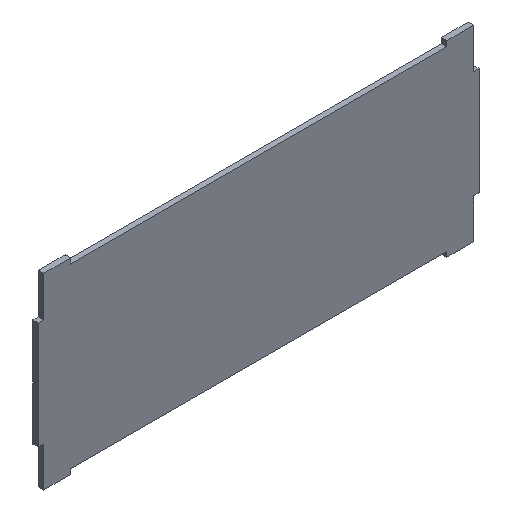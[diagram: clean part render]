
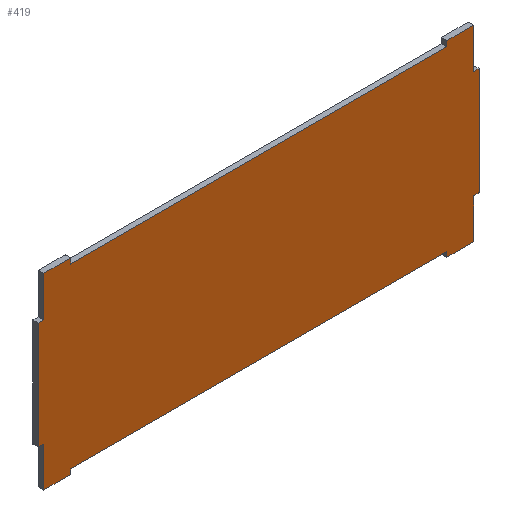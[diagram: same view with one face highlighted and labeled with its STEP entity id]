
A CAD part, isometric view. The second image highlights one B-rep face of the part: STEP entity #419.
In plain terms, the highlighted planar face has unit normal (0, -1, 0).
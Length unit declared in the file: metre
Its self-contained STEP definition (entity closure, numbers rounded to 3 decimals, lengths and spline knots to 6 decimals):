
#32=ORIENTED_EDGE('',*,*,#152,.F.);
#33=ORIENTED_EDGE('',*,*,#153,.F.);
#34=ORIENTED_EDGE('',*,*,#154,.F.);
#35=ORIENTED_EDGE('',*,*,#155,.T.);
#36=ORIENTED_EDGE('',*,*,#156,.F.);
#37=ORIENTED_EDGE('',*,*,#157,.F.);
#38=ORIENTED_EDGE('',*,*,#158,.F.);
#39=ORIENTED_EDGE('',*,*,#159,.F.);
#40=ORIENTED_EDGE('',*,*,#160,.T.);
#41=ORIENTED_EDGE('',*,*,#161,.F.);
#42=ORIENTED_EDGE('',*,*,#162,.F.);
#43=ORIENTED_EDGE('',*,*,#163,.F.);
#44=ORIENTED_EDGE('',*,*,#164,.T.);
#45=ORIENTED_EDGE('',*,*,#165,.T.);
#46=ORIENTED_EDGE('',*,*,#166,.T.);
#47=ORIENTED_EDGE('',*,*,#167,.F.);
#48=ORIENTED_EDGE('',*,*,#168,.T.);
#49=ORIENTED_EDGE('',*,*,#169,.T.);
#50=ORIENTED_EDGE('',*,*,#170,.T.);
#51=ORIENTED_EDGE('',*,*,#171,.T.);
#152=EDGE_CURVE('',#212,#213,#252,.T.);
#153=EDGE_CURVE('',#214,#212,#253,.T.);
#154=EDGE_CURVE('',#215,#214,#254,.T.);
#155=EDGE_CURVE('',#215,#216,#255,.T.);
#156=EDGE_CURVE('',#217,#216,#256,.T.);
#157=EDGE_CURVE('',#218,#217,#257,.T.);
#158=EDGE_CURVE('',#219,#218,#258,.T.);
#159=EDGE_CURVE('',#220,#219,#259,.T.);
#160=EDGE_CURVE('',#220,#221,#260,.T.);
#161=EDGE_CURVE('',#222,#221,#261,.T.);
#162=EDGE_CURVE('',#223,#222,#262,.T.);
#163=EDGE_CURVE('',#224,#223,#263,.T.);
#164=EDGE_CURVE('',#224,#225,#264,.T.);
#165=EDGE_CURVE('',#225,#226,#265,.T.);
#166=EDGE_CURVE('',#226,#227,#266,.T.);
#167=EDGE_CURVE('',#228,#227,#267,.T.);
#168=EDGE_CURVE('',#228,#229,#268,.T.);
#169=EDGE_CURVE('',#229,#230,#269,.T.);
#170=EDGE_CURVE('',#230,#231,#270,.T.);
#171=EDGE_CURVE('',#231,#213,#271,.T.);
#212=VERTEX_POINT('',#627);
#213=VERTEX_POINT('',#628);
#214=VERTEX_POINT('',#630);
#215=VERTEX_POINT('',#632);
#216=VERTEX_POINT('',#634);
#217=VERTEX_POINT('',#636);
#218=VERTEX_POINT('',#638);
#219=VERTEX_POINT('',#640);
#220=VERTEX_POINT('',#642);
#221=VERTEX_POINT('',#644);
#222=VERTEX_POINT('',#646);
#223=VERTEX_POINT('',#648);
#224=VERTEX_POINT('',#650);
#225=VERTEX_POINT('',#652);
#226=VERTEX_POINT('',#654);
#227=VERTEX_POINT('',#656);
#228=VERTEX_POINT('',#658);
#229=VERTEX_POINT('',#660);
#230=VERTEX_POINT('',#662);
#231=VERTEX_POINT('',#664);
#252=LINE('',#626,#312);
#253=LINE('',#629,#313);
#254=LINE('',#631,#314);
#255=LINE('',#633,#315);
#256=LINE('',#635,#316);
#257=LINE('',#637,#317);
#258=LINE('',#639,#318);
#259=LINE('',#641,#319);
#260=LINE('',#643,#320);
#261=LINE('',#645,#321);
#262=LINE('',#647,#322);
#263=LINE('',#649,#323);
#264=LINE('',#651,#324);
#265=LINE('',#653,#325);
#266=LINE('',#655,#326);
#267=LINE('',#657,#327);
#268=LINE('',#659,#328);
#269=LINE('',#661,#329);
#270=LINE('',#663,#330);
#271=LINE('',#665,#331);
#312=VECTOR('',#503,1.);
#313=VECTOR('',#504,1.);
#314=VECTOR('',#505,1.);
#315=VECTOR('',#506,1.);
#316=VECTOR('',#507,1.);
#317=VECTOR('',#508,1.);
#318=VECTOR('',#509,1.);
#319=VECTOR('',#510,1.);
#320=VECTOR('',#511,1.);
#321=VECTOR('',#512,1.);
#322=VECTOR('',#513,1.);
#323=VECTOR('',#514,1.);
#324=VECTOR('',#515,1.);
#325=VECTOR('',#516,1.);
#326=VECTOR('',#517,1.);
#327=VECTOR('',#518,1.);
#328=VECTOR('',#519,1.);
#329=VECTOR('',#520,1.);
#330=VECTOR('',#521,1.);
#331=VECTOR('',#522,1.);
#353=EDGE_LOOP('',(#32,#33,#34,#35,#36,#37,#38,#39,#40,#41,#42,#43,#44,
#45,#46,#47,#48,#49,#50,#51));
#375=FACE_BOUND('',#353,.T.);
#397=PLANE('',#456);
#419=ADVANCED_FACE('',(#375),#397,.T.);
#456=AXIS2_PLACEMENT_3D('',#625,#501,#502);
#501=DIRECTION('',(0.,-1.,0.));
#502=DIRECTION('',(1.,0.,0.));
#503=DIRECTION('',(0.,0.,1.));
#504=DIRECTION('',(-1.,0.,0.));
#505=DIRECTION('',(0.,0.,-1.));
#506=DIRECTION('',(1.,0.,0.));
#507=DIRECTION('',(0.,0.,-1.));
#508=DIRECTION('',(1.,0.,0.));
#509=DIRECTION('',(0.,0.,-1.));
#510=DIRECTION('',(1.,0.,0.));
#511=DIRECTION('',(0.,0.,-1.));
#512=DIRECTION('',(1.,0.,0.));
#513=DIRECTION('',(0.,0.,-1.));
#514=DIRECTION('',(1.,0.,0.));
#515=DIRECTION('',(0.,0.,-1.));
#516=DIRECTION('',(-1.,0.,0.));
#517=DIRECTION('',(0.,0.,-1.));
#518=DIRECTION('',(-1.,0.,0.));
#519=DIRECTION('',(0.,0.,-1.));
#520=DIRECTION('',(1.,0.,0.));
#521=DIRECTION('',(0.,0.,1.));
#522=DIRECTION('',(1.,0.,0.));
#625=CARTESIAN_POINT('',(0.,-0.005,0.));
#626=CARTESIAN_POINT('',(0.175,-0.005,-0.085));
#627=CARTESIAN_POINT('',(0.175,-0.005,-0.087));
#628=CARTESIAN_POINT('',(0.175,-0.005,-0.0825));
#629=CARTESIAN_POINT('',(0.1875,-0.005,-0.087));
#630=CARTESIAN_POINT('',(0.2,-0.005,-0.087));
#631=CARTESIAN_POINT('',(0.2,-0.005,0.));
#632=CARTESIAN_POINT('',(0.2,-0.005,-0.05));
#633=CARTESIAN_POINT('',(0.2025,-0.005,-0.05));
#634=CARTESIAN_POINT('',(0.205,-0.005,-0.05));
#635=CARTESIAN_POINT('',(0.205,-0.005,0.));
#636=CARTESIAN_POINT('',(0.205,-0.005,0.05));
#637=CARTESIAN_POINT('',(0.2025,-0.005,0.05));
#638=CARTESIAN_POINT('',(0.2,-0.005,0.05));
#639=CARTESIAN_POINT('',(0.2,-0.005,0.));
#640=CARTESIAN_POINT('',(0.2,-0.005,0.0875));
#641=CARTESIAN_POINT('',(0.,-0.005,0.0875));
#642=CARTESIAN_POINT('',(0.175,-0.005,0.0875));
#643=CARTESIAN_POINT('',(0.175,-0.005,0.085));
#644=CARTESIAN_POINT('',(0.175,-0.005,0.0825));
#645=CARTESIAN_POINT('',(0.,-0.005,0.0825));
#646=CARTESIAN_POINT('',(-0.175,-0.005,0.0825));
#647=CARTESIAN_POINT('',(-0.175,-0.005,0.085));
#648=CARTESIAN_POINT('',(-0.175,-0.005,0.0875));
#649=CARTESIAN_POINT('',(0.,-0.005,0.0875));
#650=CARTESIAN_POINT('',(-0.2,-0.005,0.0875));
#651=CARTESIAN_POINT('',(-0.2,-0.005,0.));
#652=CARTESIAN_POINT('',(-0.2,-0.005,0.05));
#653=CARTESIAN_POINT('',(-0.2025,-0.005,0.05));
#654=CARTESIAN_POINT('',(-0.205,-0.005,0.05));
#655=CARTESIAN_POINT('',(-0.205,-0.005,0.));
#656=CARTESIAN_POINT('',(-0.205,-0.005,-0.05));
#657=CARTESIAN_POINT('',(-0.2025,-0.005,-0.05));
#658=CARTESIAN_POINT('',(-0.2,-0.005,-0.05));
#659=CARTESIAN_POINT('',(-0.2,-0.005,0.));
#660=CARTESIAN_POINT('',(-0.2,-0.005,-0.087));
#661=CARTESIAN_POINT('',(-0.1875,-0.005,-0.087));
#662=CARTESIAN_POINT('',(-0.175,-0.005,-0.087));
#663=CARTESIAN_POINT('',(-0.175,-0.005,-0.085));
#664=CARTESIAN_POINT('',(-0.175,-0.005,-0.0825));
#665=CARTESIAN_POINT('',(0.,-0.005,-0.0825));
